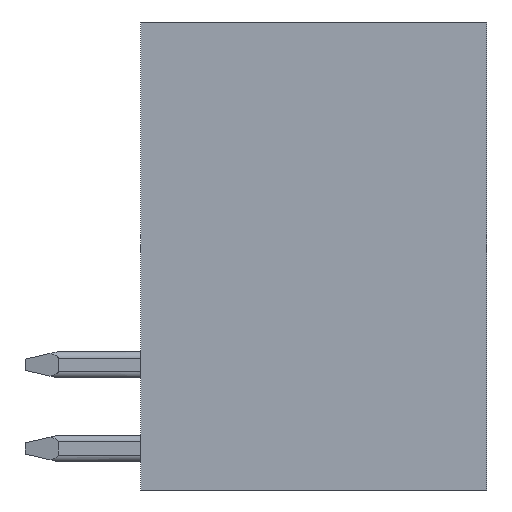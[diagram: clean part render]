
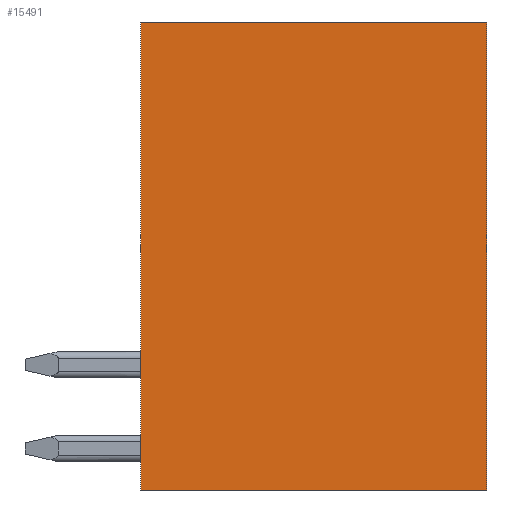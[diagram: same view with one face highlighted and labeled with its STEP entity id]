
A CAD part, front view. The second image highlights one B-rep face of the part: STEP entity #15491.
In plain terms, the highlighted planar face has unit normal (0, -1, 0).
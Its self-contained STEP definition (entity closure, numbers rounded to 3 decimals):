
#3670=DIRECTION('',(-1.,0.,0.));
#3671=VECTOR('',#3670,10.5);
#3672=CARTESIAN_POINT('',(5.25,-22.57,7.1));
#3673=LINE('',#3672,#3671);
#3674=DIRECTION('',(0.,0.,1.));
#3675=VECTOR('',#3674,14.2);
#3676=CARTESIAN_POINT('',(5.25,-22.57,-7.1));
#3677=LINE('',#3676,#3675);
#3678=DIRECTION('',(1.,0.,0.));
#3679=VECTOR('',#3678,10.5);
#3680=CARTESIAN_POINT('',(-5.25,-22.57,-7.1));
#3681=LINE('',#3680,#3679);
#3682=DIRECTION('',(0.,0.,-1.));
#3683=VECTOR('',#3682,14.2);
#3684=CARTESIAN_POINT('',(-5.25,-22.57,7.1));
#3685=LINE('',#3684,#3683);
#9009=CARTESIAN_POINT('',(5.25,-22.57,7.1));
#9010=CARTESIAN_POINT('',(-5.25,-22.57,7.1));
#9011=VERTEX_POINT('',#9009);
#9012=VERTEX_POINT('',#9010);
#9013=CARTESIAN_POINT('',(-5.25,-22.57,-7.1));
#9014=VERTEX_POINT('',#9013);
#9015=CARTESIAN_POINT('',(5.25,-22.57,-7.1));
#9016=VERTEX_POINT('',#9015);
#15480=CARTESIAN_POINT('',(0.,-22.57,0.));
#15481=DIRECTION('',(0.,-1.,0.));
#15482=DIRECTION('',(0.,0.,-1.));
#15483=AXIS2_PLACEMENT_3D('',#15480,#15481,#15482);
#15484=PLANE('',#15483);
#15485=ORIENTED_EDGE('',*,*,#15258,.F.);
#15486=ORIENTED_EDGE('',*,*,#15323,.F.);
#15487=ORIENTED_EDGE('',*,*,#15472,.F.);
#15488=ORIENTED_EDGE('',*,*,#11152,.F.);
#15489=EDGE_LOOP('',(#15485,#15486,#15487,#15488));
#15490=FACE_OUTER_BOUND('',#15489,.F.);
#15491=ADVANCED_FACE('',(#15490),#15484,.T.);
#11152=EDGE_CURVE('',#9012,#9014,#3685,.T.);
#15258=EDGE_CURVE('',#9011,#9012,#3673,.T.);
#15323=EDGE_CURVE('',#9016,#9011,#3677,.T.);
#15472=EDGE_CURVE('',#9014,#9016,#3681,.T.);
